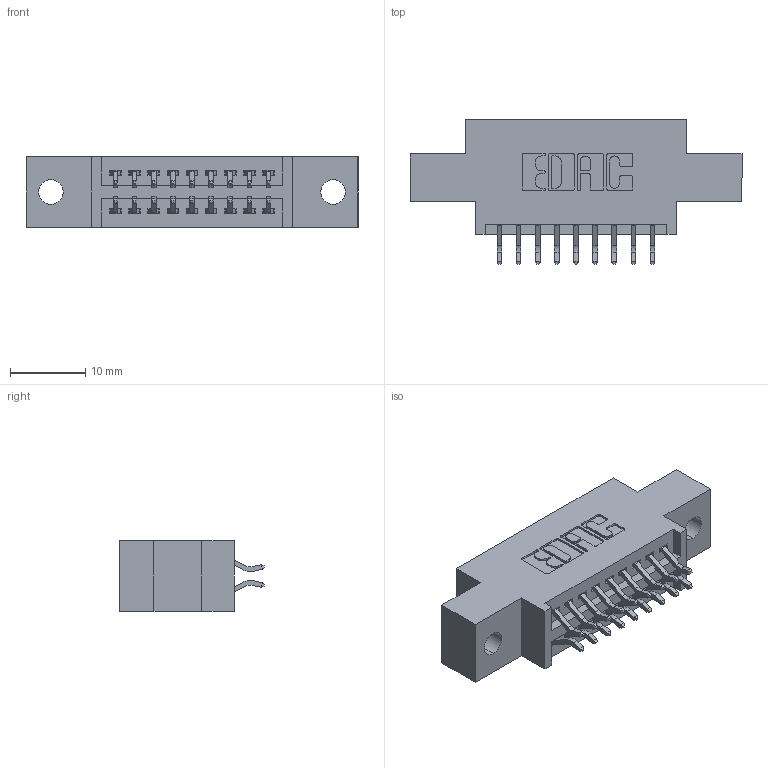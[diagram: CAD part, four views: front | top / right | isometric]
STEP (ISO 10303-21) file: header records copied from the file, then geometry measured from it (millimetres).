
FILE_DESCRIPTION (( 'STEP AP203' ), '1' );
FILE_NAME ('345-018-556-802.STEP', '2018-08-19T23:01:05', ( '' ), ( '' ), 'SwSTEP 2.0', 'SolidWorks 2016', '' );
FILE_SCHEMA (( 'CONFIG_CONTROL_DESIGN' ));
Length unit declared in the file: inch
Products named in the file (3): 345 Part_0.170 Offset - 0.128 Dia; 345-292-001_556 Tail; 345-018-556-802
Assembly tree (19 placements, depth 2):
  345-018-556-802
    345 Part_0.170 Offset - 0.128 Dia
    345-292-001_556 Tail  x18
Bounding box: 44.07 x 19.24 x 9.4 mm (x, y, z)
Volume: 3823.8 mm3; surface area: 4868.1 mm2
Topology: 19 solids, 19 shells, 1138 faces, 3359 edges, 2214 vertices
Faces by surface type: plane 750, cylinder 388
Entity records: 11859 total; most frequent: CARTESIAN_POINT 2036, ORIENTED_EDGE 1958, DIRECTION 1823, EDGE_CURVE 979, LINE 803, VECTOR 803, VERTEX_POINT 650, AXIS2_PLACEMENT_3D 510
